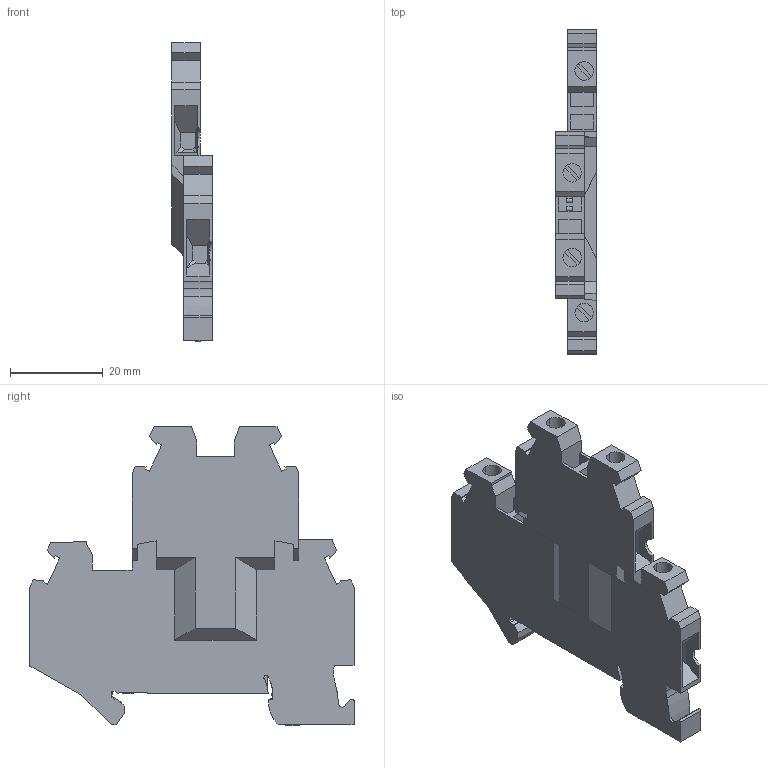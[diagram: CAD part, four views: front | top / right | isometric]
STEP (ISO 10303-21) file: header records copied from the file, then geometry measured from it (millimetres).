
FILE_DESCRIPTION(('STEP AP214'),'1');
FILE_NAME('cctmp_2695B992-9907-43B9-A7D5-EBD9F177E27C_2023_07_24_09_30_17_0693..stp','2023-07-24T07:30:18',('SIEMENS A&D'),('CADClick - www.CADClick.com'),'Spatial InterOp 3D postprocessed',' ','unknown authorization');
FILE_SCHEMA(('AUTOMOTIVE_DESIGN'));
Length unit declared in the file: millimetre
Products named in the file (1): 2023_07_24_09_30_17_0684
Bounding box: 8.72 x 69.9 x 64.45 mm (x, y, z)
Volume: 15511 mm3; surface area: 10246 mm2
Topology: 1 solids, 1 shells, 325 faces, 919 edges, 603 vertices
Faces by surface type: plane 284, cylinder 41
Entity records: 11376 total; most frequent: CARTESIAN_POINT 1848, ORIENTED_EDGE 1838, DIRECTION 1677, EDGE_CURVE 919, LINE 813, VECTOR 813, VERTEX_POINT 603, AXIS2_PLACEMENT_3D 432
